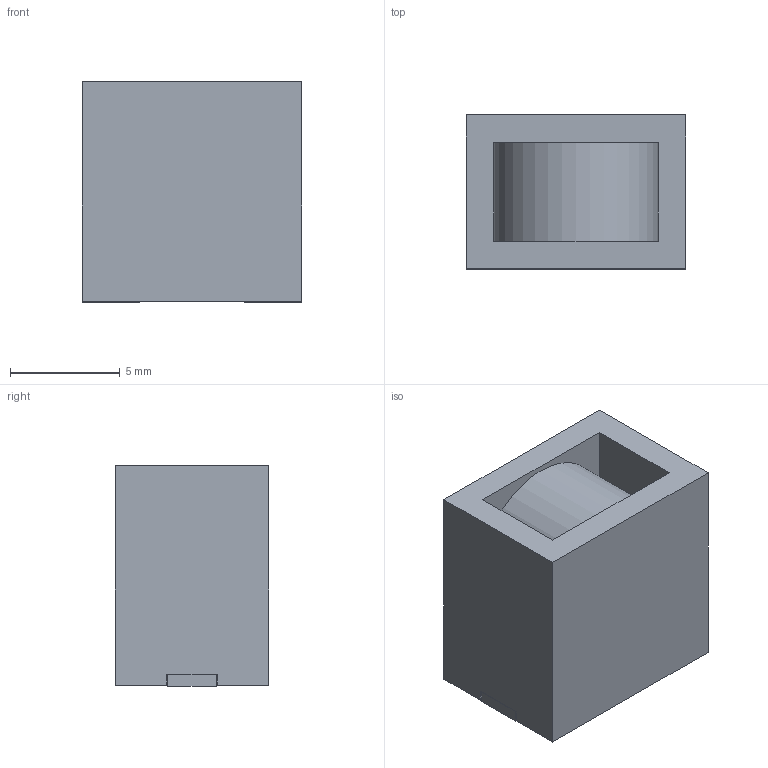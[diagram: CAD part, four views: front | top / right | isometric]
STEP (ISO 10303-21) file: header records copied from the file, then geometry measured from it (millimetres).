
FILE_DESCRIPTION(('HOOPS Exchange Step'),'2;1');
FILE_NAME('export-EB77A4BF-244F-4C46-B648-8FAF45F4448B.stp','2022-10-01T17:47:25+17:00',('Daxxn'),('Alibre'),'HOOPS Exchange 2022.0','Alibre','Unknown authorisation');
FILE_SCHEMA( ('AP242_MANAGED_MODEL_BASED_3D_ENGINEERING_MIM_LF {1 0 10303 442 1 1 4 }') );
Length unit declared in the file: centimetre
Products named in the file (1): PA5034
Bounding box: 10 x 7 x 10.05 mm (x, y, z)
Volume: 628.9 mm3; surface area: 705.6 mm2
Topology: 1 solids, 2 shells, 35 faces, 82 edges, 52 vertices
Faces by surface type: plane 33, cylinder 2
Entity records: 1035 total; most frequent: CARTESIAN_POINT 171, ORIENTED_EDGE 168, DIRECTION 160, EDGE_CURVE 82, VECTOR 78, LINE 78, VERTEX_POINT 52, AXIS2_PLACEMENT_3D 41
